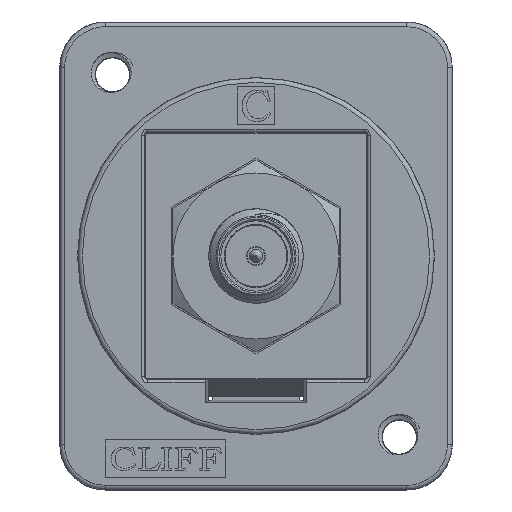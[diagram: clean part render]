
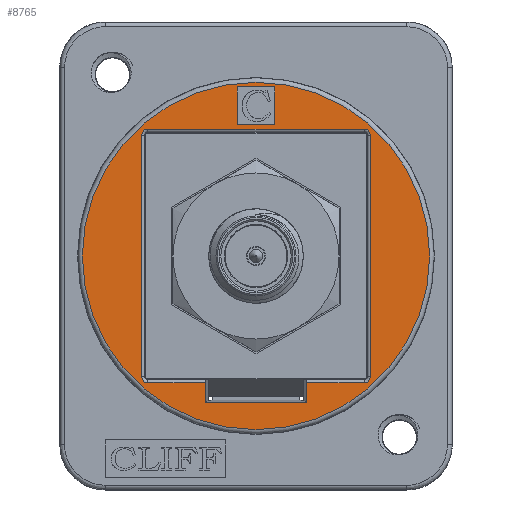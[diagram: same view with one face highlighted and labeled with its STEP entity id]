
A CAD part, front view. The second image highlights one B-rep face of the part: STEP entity #8765.
In plain terms, the highlighted planar face has unit normal (0, -1, 0).
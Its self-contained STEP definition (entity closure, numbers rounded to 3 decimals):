
#112=FACE_BOUND('',#1231,.T.);
#113=FACE_BOUND('',#1232,.T.);
#293=PLANE('',#9369);
#749=FACE_OUTER_BOUND('',#1230,.T.);
#1230=EDGE_LOOP('',(#6651));
#1231=EDGE_LOOP('',(#6652,#6653,#6654,#6655,#6656,#6657,#6658,#6659,#6660,
#6661,#6662,#6663));
#1232=EDGE_LOOP('',(#6664,#6665,#6666,#6667));
#1589=CIRCLE('',#9327,0.4);
#1600=CIRCLE('',#9365,11.501);
#1604=CIRCLE('',#9370,0.4);
#1605=CIRCLE('',#9371,0.4);
#1606=CIRCLE('',#9372,0.4);
#2241=LINE('',#20191,#2968);
#2242=LINE('',#20194,#2969);
#2243=LINE('',#20196,#2970);
#2244=LINE('',#20200,#2971);
#2245=LINE('',#20204,#2972);
#2246=LINE('',#20206,#2973);
#2247=LINE('',#20208,#2974);
#2248=LINE('',#20209,#2975);
#2249=LINE('',#20212,#2976);
#2250=LINE('',#20214,#2977);
#2251=LINE('',#20216,#2978);
#2252=LINE('',#20217,#2979);
#2968=VECTOR('',#10642,3.824);
#2969=VECTOR('',#10645,16.);
#2970=VECTOR('',#10646,14.35);
#2971=VECTOR('',#10649,16.);
#2972=VECTOR('',#10652,3.824);
#2973=VECTOR('',#10653,1.3);
#2974=VECTOR('',#10654,6.702);
#2975=VECTOR('',#10655,1.3);
#2976=VECTOR('',#10656,2.5);
#2977=VECTOR('',#10657,2.5);
#2978=VECTOR('',#10658,2.5);
#2979=VECTOR('',#10659,2.5);
#3753=VERTEX_POINT('',#16859);
#3754=VERTEX_POINT('',#16861);
#3811=VERTEX_POINT('',#20181);
#3814=VERTEX_POINT('',#20189);
#3815=VERTEX_POINT('',#20190);
#3816=VERTEX_POINT('',#20192);
#3817=VERTEX_POINT('',#20195);
#3818=VERTEX_POINT('',#20197);
#3819=VERTEX_POINT('',#20199);
#3820=VERTEX_POINT('',#20201);
#3821=VERTEX_POINT('',#20203);
#3822=VERTEX_POINT('',#20205);
#3823=VERTEX_POINT('',#20207);
#3824=VERTEX_POINT('',#20210);
#3825=VERTEX_POINT('',#20211);
#3826=VERTEX_POINT('',#20213);
#3827=VERTEX_POINT('',#20215);
#4748=EDGE_CURVE('',#3753,#3754,#1589,.T.);
#4842=EDGE_CURVE('',#3811,#3811,#1600,.T.);
#4846=EDGE_CURVE('',#3814,#3815,#2241,.T.);
#4847=EDGE_CURVE('',#3816,#3814,#1604,.T.);
#4848=EDGE_CURVE('',#3754,#3816,#2242,.T.);
#4849=EDGE_CURVE('',#3817,#3753,#2243,.T.);
#4850=EDGE_CURVE('',#3818,#3817,#1605,.T.);
#4851=EDGE_CURVE('',#3819,#3818,#2244,.T.);
#4852=EDGE_CURVE('',#3820,#3819,#1606,.T.);
#4853=EDGE_CURVE('',#3821,#3820,#2245,.T.);
#4854=EDGE_CURVE('',#3821,#3822,#2246,.T.);
#4855=EDGE_CURVE('',#3822,#3823,#2247,.T.);
#4856=EDGE_CURVE('',#3823,#3815,#2248,.T.);
#4857=EDGE_CURVE('',#3824,#3825,#2249,.T.);
#4858=EDGE_CURVE('',#3825,#3826,#2250,.T.);
#4859=EDGE_CURVE('',#3826,#3827,#2251,.T.);
#4860=EDGE_CURVE('',#3827,#3824,#2252,.T.);
#6651=ORIENTED_EDGE('',*,*,#4842,.F.);
#6652=ORIENTED_EDGE('',*,*,#4846,.F.);
#6653=ORIENTED_EDGE('',*,*,#4847,.F.);
#6654=ORIENTED_EDGE('',*,*,#4848,.F.);
#6655=ORIENTED_EDGE('',*,*,#4748,.F.);
#6656=ORIENTED_EDGE('',*,*,#4849,.F.);
#6657=ORIENTED_EDGE('',*,*,#4850,.F.);
#6658=ORIENTED_EDGE('',*,*,#4851,.F.);
#6659=ORIENTED_EDGE('',*,*,#4852,.F.);
#6660=ORIENTED_EDGE('',*,*,#4853,.F.);
#6661=ORIENTED_EDGE('',*,*,#4854,.T.);
#6662=ORIENTED_EDGE('',*,*,#4855,.T.);
#6663=ORIENTED_EDGE('',*,*,#4856,.T.);
#6664=ORIENTED_EDGE('',*,*,#4857,.T.);
#6665=ORIENTED_EDGE('',*,*,#4858,.T.);
#6666=ORIENTED_EDGE('',*,*,#4859,.T.);
#6667=ORIENTED_EDGE('',*,*,#4860,.T.);
#8765=ADVANCED_FACE('',(#749,#112,#113),#293,.T.);
#9327=AXIS2_PLACEMENT_3D('',#16862,#10526,#10527);
#9365=AXIS2_PLACEMENT_3D('',#20182,#10632,#10633);
#9369=AXIS2_PLACEMENT_3D('',#20188,#10640,#10641);
#9370=AXIS2_PLACEMENT_3D('',#20193,#10643,#10644);
#9371=AXIS2_PLACEMENT_3D('',#20198,#10647,#10648);
#9372=AXIS2_PLACEMENT_3D('',#20202,#10650,#10651);
#10526=DIRECTION('center_axis',(0.,-1.,0.));
#10527=DIRECTION('ref_axis',(-0.707,0.,0.707));
#10632=DIRECTION('center_axis',(0.,1.,0.));
#10633=DIRECTION('ref_axis',(-1.,0.,0.));
#10640=DIRECTION('center_axis',(0.,-1.,0.));
#10641=DIRECTION('ref_axis',(1.,0.,0.));
#10642=DIRECTION('',(1.,0.,0.));
#10643=DIRECTION('center_axis',(0.,-1.,0.));
#10644=DIRECTION('ref_axis',(-0.707,0.,-0.707));
#10645=DIRECTION('',(0.,0.,-1.));
#10646=DIRECTION('',(-1.,0.,0.));
#10647=DIRECTION('center_axis',(0.,-1.,0.));
#10648=DIRECTION('ref_axis',(0.707,0.,0.707));
#10649=DIRECTION('',(0.,0.,1.));
#10650=DIRECTION('center_axis',(0.,-1.,0.));
#10651=DIRECTION('ref_axis',(0.707,0.,-0.707));
#10652=DIRECTION('',(1.,0.,0.));
#10653=DIRECTION('',(0.,0.,-1.));
#10654=DIRECTION('',(-1.,0.,0.));
#10655=DIRECTION('',(0.,0.,1.));
#10656=DIRECTION('',(0.,0.,1.));
#10657=DIRECTION('',(1.,0.,0.));
#10658=DIRECTION('',(0.,0.,-1.));
#10659=DIRECTION('',(-1.,0.,0.));
#16859=CARTESIAN_POINT('',(-7.175,-5.1,8.4));
#16861=CARTESIAN_POINT('',(-7.575,-5.1,8.));
#16862=CARTESIAN_POINT('Origin',(-7.175,-5.1,8.));
#20181=CARTESIAN_POINT('',(-11.501,-5.1,0.));
#20182=CARTESIAN_POINT('Origin',(0.,-5.1,0.));
#20188=CARTESIAN_POINT('Origin',(0.,-5.1,0.));
#20189=CARTESIAN_POINT('',(-7.175,-5.1,-8.4));
#20190=CARTESIAN_POINT('',(-3.351,-5.1,-8.4));
#20191=CARTESIAN_POINT('',(-3.688,-5.1,-8.4));
#20192=CARTESIAN_POINT('',(-7.575,-5.1,-8.));
#20193=CARTESIAN_POINT('Origin',(-7.175,-5.1,-8.));
#20194=CARTESIAN_POINT('',(-7.575,-5.1,4.1));
#20195=CARTESIAN_POINT('',(7.175,-5.1,8.4));
#20196=CARTESIAN_POINT('',(3.688,-5.1,8.4));
#20197=CARTESIAN_POINT('',(7.575,-5.1,8.));
#20198=CARTESIAN_POINT('Origin',(7.175,-5.1,8.));
#20199=CARTESIAN_POINT('',(7.575,-5.1,-8.));
#20200=CARTESIAN_POINT('',(7.575,-5.1,-4.1));
#20201=CARTESIAN_POINT('',(7.175,-5.1,-8.4));
#20202=CARTESIAN_POINT('Origin',(7.175,-5.1,-8.));
#20203=CARTESIAN_POINT('',(3.351,-5.1,-8.4));
#20204=CARTESIAN_POINT('',(-3.688,-5.1,-8.4));
#20205=CARTESIAN_POINT('',(3.351,-5.1,-9.7));
#20206=CARTESIAN_POINT('',(3.351,-5.1,-4.85));
#20207=CARTESIAN_POINT('',(-3.351,-5.1,-9.7));
#20208=CARTESIAN_POINT('',(-1.676,-5.1,-9.7));
#20209=CARTESIAN_POINT('',(-3.351,-5.1,-4.1));
#20210=CARTESIAN_POINT('',(-1.25,-5.1,8.7));
#20211=CARTESIAN_POINT('',(-1.25,-5.1,11.2));
#20212=CARTESIAN_POINT('',(-1.25,-5.1,4.35));
#20213=CARTESIAN_POINT('',(1.25,-5.1,11.2));
#20214=CARTESIAN_POINT('',(-0.625,-5.1,11.2));
#20215=CARTESIAN_POINT('',(1.25,-5.1,8.7));
#20216=CARTESIAN_POINT('',(1.25,-5.1,5.6));
#20217=CARTESIAN_POINT('',(0.625,-5.1,8.7));
